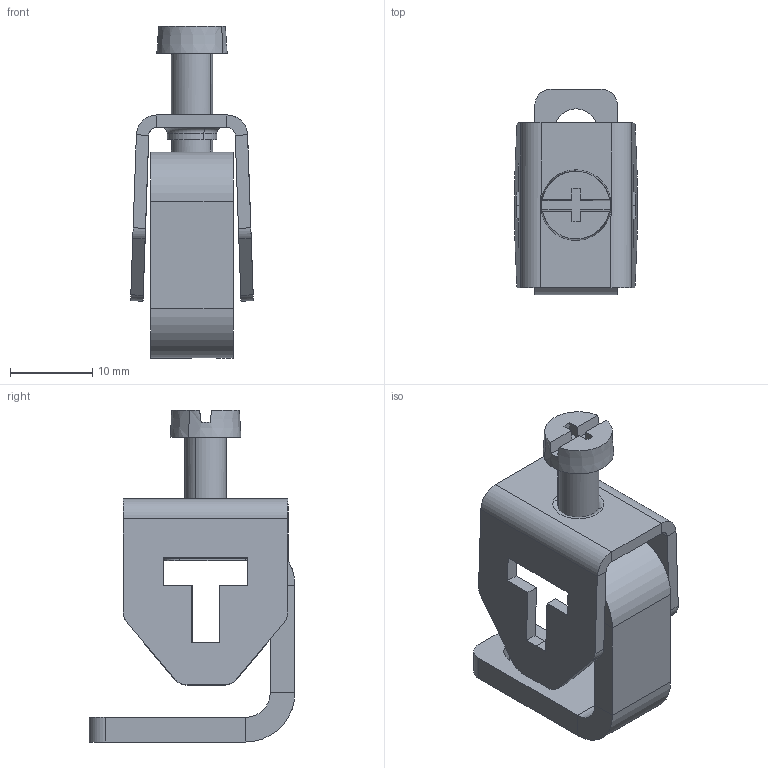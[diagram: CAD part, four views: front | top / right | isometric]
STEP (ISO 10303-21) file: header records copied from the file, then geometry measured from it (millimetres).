
FILE_DESCRIPTION(('CATIA V5R24 STEP','CAx-IF Rec.Pracs.--- Model Styling and Organization---1.2---2011-12-15'),'2;1');
FILE_NAME ('D1451254_0_1340870000_1340870000.stp','2017-08-07T13:10:32+00:00',('none'),('Weidmueller'),'CATIA Version 5-6 Release 2014 SP4 HF52','CATIA V5 STEP AP214','none');
FILE_SCHEMA(('AUTOMOTIVE_DESIGN { 1 0 10303 214 1 1 1 1 }'));
Length unit declared in the file: millimetre
Products named in the file (1): v5-standard_part
Bounding box: 14.9 x 25 x 40.3 mm (x, y, z)
Volume: 3280.1 mm3; surface area: 3856.8 mm2
Topology: 1 solids, 1 shells, 109 faces, 272 edges, 170 vertices
Faces by surface type: plane 73, cylinder 28, torus 4, cone 2, extrusion 2
Entity records: 3207 total; most frequent: CARTESIAN_POINT 733, ORIENTED_EDGE 544, DIRECTION 416, EDGE_CURVE 272, VECTOR 188, LINE 186, VERTEX_POINT 170, AXIS2_PLACEMENT_3D 145
